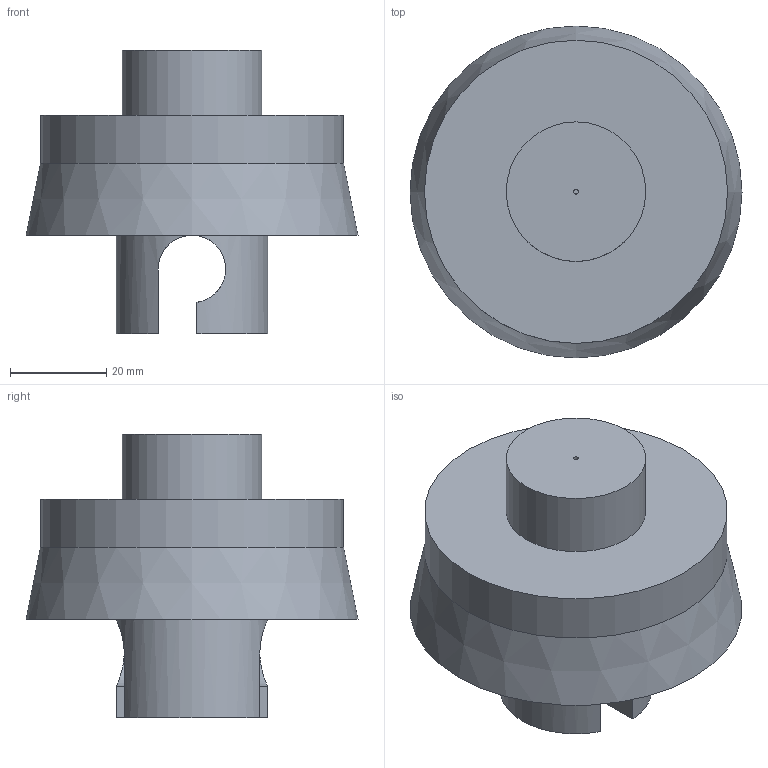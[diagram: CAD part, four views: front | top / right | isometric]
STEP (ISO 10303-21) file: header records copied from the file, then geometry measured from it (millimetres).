
FILE_DESCRIPTION(/* description */ (''),/* implementation_level */ '2;1');
FILE_NAME(/* name */ 'Schnellwechselsystem_Oberteil.step',/* time_stamp */ '2025-11-26T19:20:44+01:00',/* author */ ('marku'),/* organization */ (''),/* preprocessor_version */ 'ST-DEVELOPER v20.1',/* originating_system */ 'Autodesk Inventor 2026',/* authorisation */ '');
FILE_SCHEMA (('AUTOMOTIVE_DESIGN { 1 0 10303 214 3 1 1 }'));
Length unit declared in the file: millimetre
Products named in the file (1): Werkzeug_10_IDEE
Bounding box: 69 x 69 x 59 mm (x, y, z)
Volume: 94680.1 mm3; surface area: 16778.9 mm2
Topology: 1 solids, 1 shells, 16 faces, 30 edges, 20 vertices
Faces by surface type: plane 9, cylinder 5, cone 2
Full cylindrical faces by diameter (mm): 1 x1, 29 x1, 31.5 x1, 63 x1
Entity records: 508 total; most frequent: CARTESIAN_POINT 119, DIRECTION 76, ORIENTED_EDGE 60, AXIS2_PLACEMENT_3D 31, EDGE_CURVE 30, EDGE_LOOP 20, VERTEX_POINT 20, FACE_OUTER_BOUND 16
